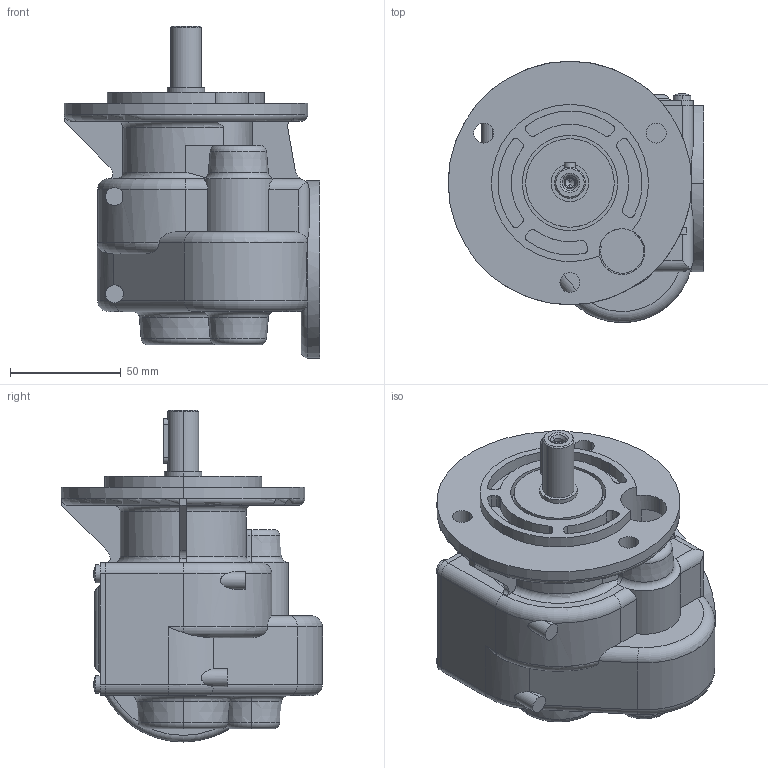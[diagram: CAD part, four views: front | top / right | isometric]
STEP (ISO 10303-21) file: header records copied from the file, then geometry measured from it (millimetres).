
FILE_DESCRIPTION (( 'STEP AP203' ), '1' );
FILE_NAME ('Z20.STEP', '2013-12-10T08:39:24', ( 'kob' ), ( 'Microsoft' ), 'SwSTEP 2.0', 'SolidWorks 2012', '' );
FILE_SCHEMA (( 'CONFIG_CONTROL_DESIGN' ));
Length unit declared in the file: millimetre
Products named in the file (1): Z20
Bounding box: 115.54 x 118 x 150 mm (x, y, z)
Volume: 667746.7 mm3; surface area: 76543.8 mm2
Topology: 1 solids, 1 shells, 350 faces, 922 edges, 598 vertices
Faces by surface type: cylinder 173, plane 117, torus 34, cone 18, sphere 8
Entity records: 11845 total; most frequent: CARTESIAN_POINT 2943, DIRECTION 1931, ORIENTED_EDGE 1840, EDGE_CURVE 920, AXIS2_PLACEMENT_3D 776, VERTEX_POINT 598, CIRCLE 425, EDGE_LOOP 386
